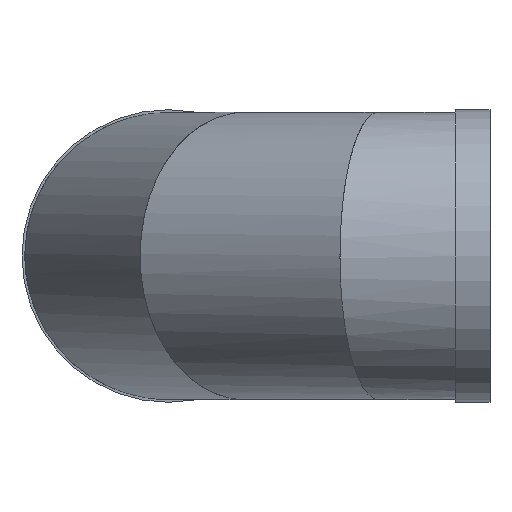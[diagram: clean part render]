
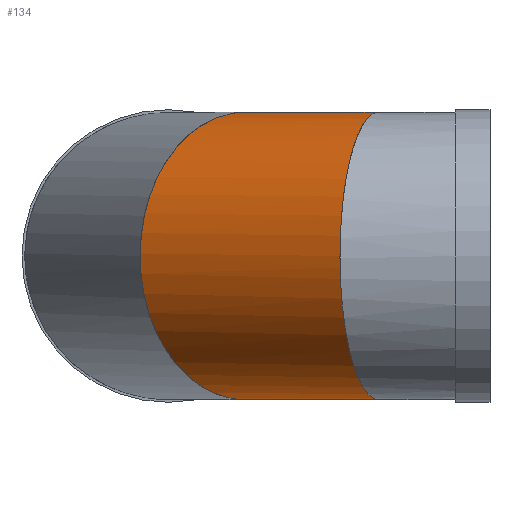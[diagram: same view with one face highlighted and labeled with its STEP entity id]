
A CAD part, left-side view. The second image highlights one B-rep face of the part: STEP entity #134.
In plain terms, the highlighted cylindrical face has radius 315 mm (diameter 630 mm), a full revolution.
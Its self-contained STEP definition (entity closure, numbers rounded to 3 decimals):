
#134 = ADVANCED_FACE( '', ( #234, #235 ), #236, .T. );
#234 = FACE_OUTER_BOUND( '', #344, .T. );
#235 = FACE_OUTER_BOUND( '', #345, .T. );
#236 = CYLINDRICAL_SURFACE( '', #346, 315. );
#344 = EDGE_LOOP( '', ( #448 ) );
#345 = EDGE_LOOP( '', ( #449 ) );
#346 = AXIS2_PLACEMENT_3D( '', #450, #451, #452 );
#448 = ORIENTED_EDGE( '', *, *, #583, .T. );
#449 = ORIENTED_EDGE( '', *, *, #584, .T. );
#450 = CARTESIAN_POINT( '', ( 714.404, 1482.192, 0. ) );
#451 = DIRECTION( '', ( 0.5, 0.866, 0. ) );
#452 = DIRECTION( '', ( 0.866, -0.5, 0. ) );
#583 = EDGE_CURVE( '', #636, #636, #637, .T. );
#584 = EDGE_CURVE( '', #638, #638, #639, .T. );
#636 = VERTEX_POINT( '', #708 );
#637 = ELLIPSE( '', #709, 326.112, 315. );
#638 = VERTEX_POINT( '', #710 );
#639 = ELLIPSE( '', #711, 326.112, 315. );
#708 = CARTESIAN_POINT( '', ( 399.404, 306.596, 0. ) );
#709 = AXIS2_PLACEMENT_3D( '', #781, #782, #783 );
#710 = CARTESIAN_POINT( '', ( -315., 329.212, 0. ) );
#711 = AXIS2_PLACEMENT_3D( '', #784, #785, #786 );
#781 = CARTESIAN_POINT( '', ( 168.808, 537.192, 0. ) );
#782 = DIRECTION( '', ( -0.707, -0.707, 0. ) );
#783 = DIRECTION( '', ( 0.707, -0.707, 0. ) );
#784 = CARTESIAN_POINT( '', ( 0., 244.808, 0. ) );
#785 = DIRECTION( '', ( 0.259, 0.966, 0. ) );
#786 = DIRECTION( '', ( -0.966, 0.259, 0. ) );
